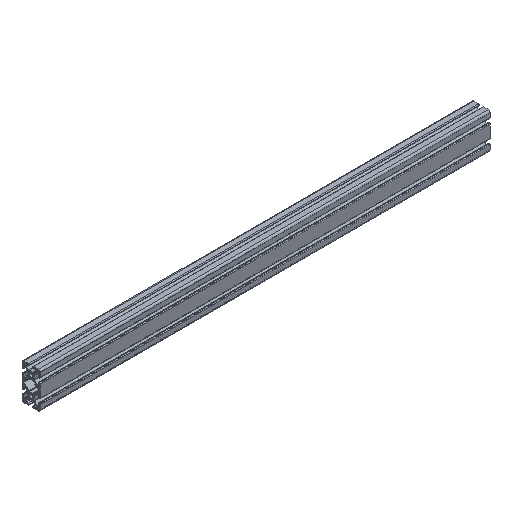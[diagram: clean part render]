
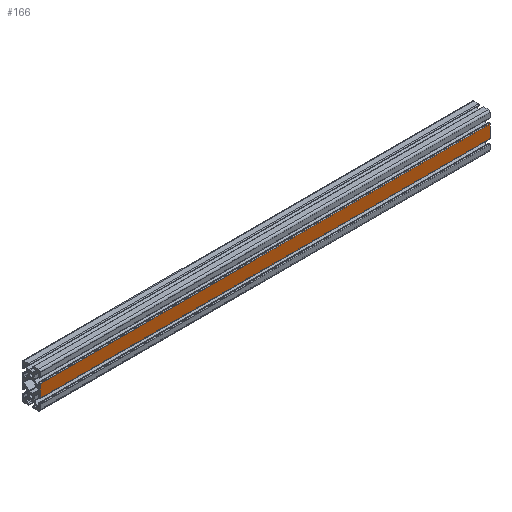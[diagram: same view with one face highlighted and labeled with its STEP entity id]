
A CAD part, isometric view. The second image highlights one B-rep face of the part: STEP entity #166.
In plain terms, the highlighted planar face has unit normal (0, -1, 0).
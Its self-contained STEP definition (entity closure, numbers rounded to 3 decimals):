
#166=ADVANCED_FACE('',(#1274),#1276,.T.);
#1274=FACE_BOUND('',#1275,.T.);
#1275=EDGE_LOOP('',(#2338,#2339,#2340,#2341));
#1276=PLANE('',#1277);
#1277=AXIS2_PLACEMENT_3D('',#1278,#1279,#1280);
#1278=CARTESIAN_POINT('',(-500.,-20.,15.75));
#1279=DIRECTION('',(0.,-1.,0.));
#1280=DIRECTION('',(0.,0.,-1.));
#2338=ORIENTED_EDGE('',*,*,#3046,.F.);
#2339=ORIENTED_EDGE('',*,*,#2791,.T.);
#2340=ORIENTED_EDGE('',*,*,#3047,.T.);
#2341=ORIENTED_EDGE('',*,*,#3007,.F.);
#2791=EDGE_CURVE('',#3161,#3159,#3162,.T.);
#3007=EDGE_CURVE('',#3591,#3593,#3594,.T.);
#3046=EDGE_CURVE('',#3161,#3591,#3654,.T.);
#3047=EDGE_CURVE('',#3159,#3593,#3655,.T.);
#3159=VERTEX_POINT('',#3777);
#3161=VERTEX_POINT('',#3782);
#3162=LINE('',#3783,#3784);
#3591=VERTEX_POINT('',#4750);
#3593=VERTEX_POINT('',#4755);
#3594=LINE('',#4756,#4757);
#3654=LINE('',#4906,#4907);
#3655=LINE('',#4909,#4910);
#3777=CARTESIAN_POINT('',(-500.,-20.,-14.25));
#3782=CARTESIAN_POINT('',(-500.,-20.,14.25));
#3783=CARTESIAN_POINT('',(-500.,-20.,14.25));
#3784=VECTOR('',#3785,1.);
#3785=DIRECTION('',(0.,0.,-1.));
#4750=CARTESIAN_POINT('',(500.,-20.,14.25));
#4755=CARTESIAN_POINT('',(500.,-20.,-14.25));
#4756=CARTESIAN_POINT('',(500.,-20.,14.25));
#4757=VECTOR('',#4758,1.);
#4758=DIRECTION('',(0.,0.,-1.));
#4906=CARTESIAN_POINT('',(-500.,-20.,14.25));
#4907=VECTOR('',#4908,1.);
#4908=DIRECTION('',(1.,0.,0.));
#4909=CARTESIAN_POINT('',(-500.,-20.,-14.25));
#4910=VECTOR('',#4911,1.);
#4911=DIRECTION('',(1.,0.,0.));
